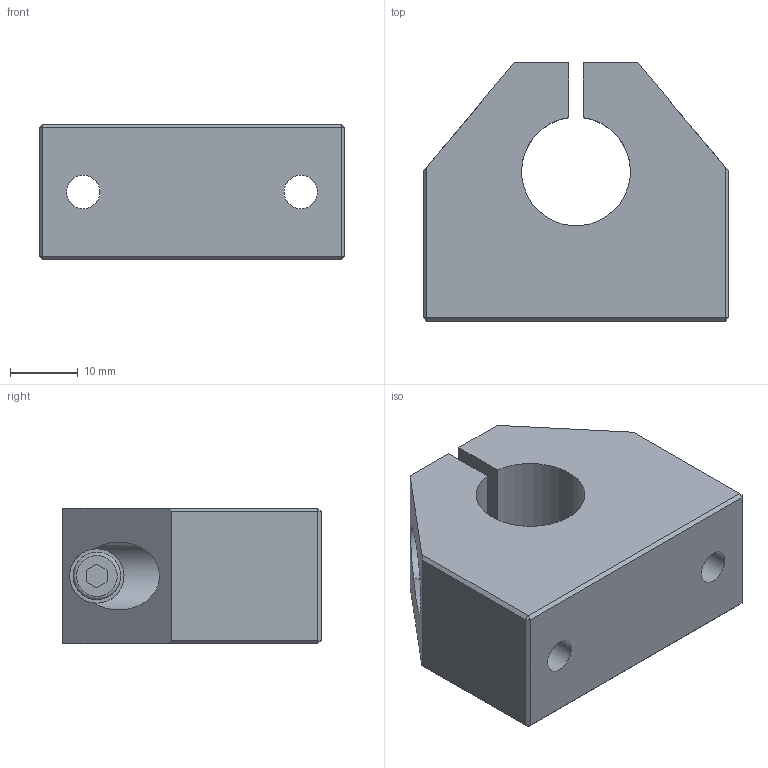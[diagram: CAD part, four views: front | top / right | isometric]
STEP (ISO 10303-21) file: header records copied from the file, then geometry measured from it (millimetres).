
FILE_DESCRIPTION(/* description */ ('Wellenbock für Gehäusseserie CGE'),/* implementation_level */ '2;1');
FILE_NAME(/* name */ '161750-0.step',/* time_stamp */ '2021-08-16T09:16:58+02:00',/* author */ ('Praktikum'),/* organization */ (''),/* preprocessor_version */ 'ST-DEVELOPER v18.1',/* originating_system */ 'Autodesk Inventor 2021',/* authorisation */ '');
FILE_SCHEMA (('AUTOMOTIVE_DESIGN { 1 0 10303 214 3 1 1 }'));
Length unit declared in the file: millimetre
Products named in the file (1): 16-1750-0FZ.002
Bounding box: 45 x 38 x 20 mm (x, y, z)
Volume: 22599.2 mm3; surface area: 8270.5 mm2
Topology: 1 solids, 1 shells, 49 faces, 111 edges, 70 vertices
Faces by surface type: plane 37, cylinder 11, torus 1
Full cylindrical faces by diameter (mm): 3.242 x1, 4.5 x1, 4.917 x2, 5.3 x2, 7 x1, 8 x1, 10 x2
Entity records: 1457 total; most frequent: CARTESIAN_POINT 294, DIRECTION 229, ORIENTED_EDGE 222, EDGE_CURVE 111, LINE 81, VECTOR 81, AXIS2_PLACEMENT_3D 74, VERTEX_POINT 70
